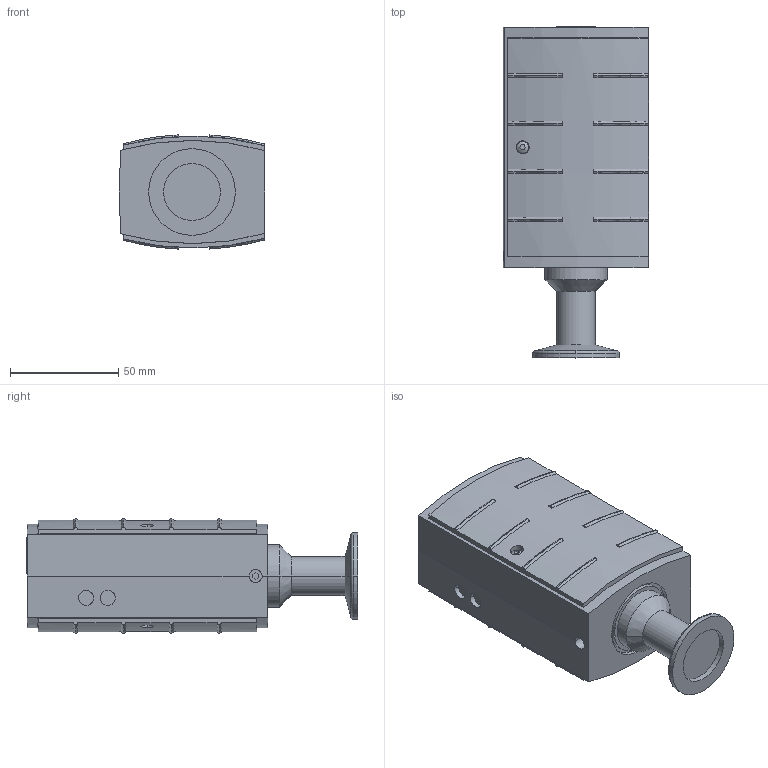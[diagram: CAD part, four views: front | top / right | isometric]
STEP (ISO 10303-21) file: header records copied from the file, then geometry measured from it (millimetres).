
FILE_DESCRIPTION((''),'2;1');
FILE_NAME('PTR26500.stp','2004-07-23T11:50:03',('GELH'),(''),'Autodesk Inventor (R) 6.0','Autodesk Inventor (R) 6.0','');
FILE_SCHEMA(('AUTOMOTIVE_DESIGN { 1 0 10303 214 1 1 1 1 }'));
Length unit declared in the file: millimetre
Products named in the file (1): PTR26500
Bounding box: 67 x 153.1 x 52.72 mm (x, y, z)
Volume: 140297.5 mm3; surface area: 79757.8 mm2
Topology: 2 solids, 2 shells, 691 faces, 1880 edges, 1223 vertices
Faces by surface type: plane 411, cylinder 211, torus 34, cone 14, sphere 11, bspline 10
Entity records: 23241 total; most frequent: CARTESIAN_POINT 5559, DIRECTION 3719, ORIENTED_EDGE 3684, EDGE_CURVE 1842, AXIS2_PLACEMENT_3D 1275, VERTEX_POINT 1205, VECTOR 1169, LINE 1169
